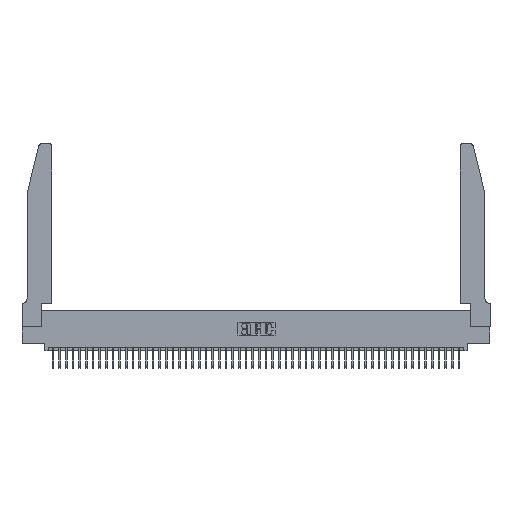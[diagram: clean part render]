
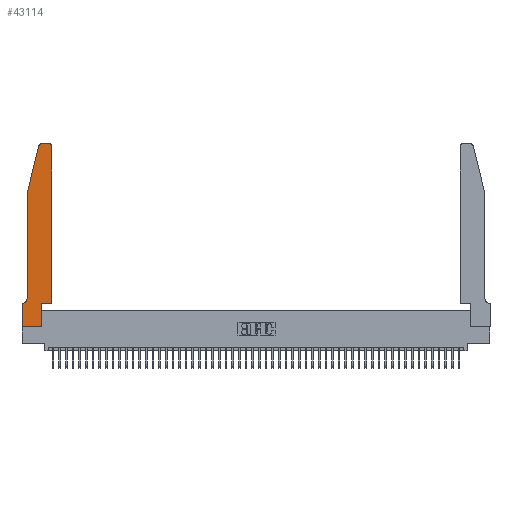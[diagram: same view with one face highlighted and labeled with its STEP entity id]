
A CAD part, top view. The second image highlights one B-rep face of the part: STEP entity #43114.
In plain terms, the highlighted planar face has unit normal (0, 0, 1).
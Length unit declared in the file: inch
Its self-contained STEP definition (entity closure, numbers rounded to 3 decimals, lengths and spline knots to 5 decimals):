
#395 = VECTOR ( 'NONE', #28718, 39.37008 ) ;
#658 = AXIS2_PLACEMENT_3D ( 'NONE', #30811, #2049, #46885 ) ;
#900 = DIRECTION ( 'NONE',  ( 0., -1., 0. ) ) ;
#1758 = AXIS2_PLACEMENT_3D ( 'NONE', #3829, #36321, #11269 ) ;
#2049 = DIRECTION ( 'NONE',  ( 0., 0., 1. ) ) ;
#2383 = LINE ( 'NONE', #40222, #395 ) ;
#2999 = ORIENTED_EDGE ( 'NONE', *, *, #26073, .T. ) ;
#3151 = VECTOR ( 'NONE', #7713, 39.37008 ) ;
#3451 = CARTESIAN_POINT ( 'NONE',  ( 0.4505, 0.35, 0.37 ) ) ;
#3829 = CARTESIAN_POINT ( 'NONE',  ( 0.0055, 0.42, 0.37 ) ) ;
#4108 = VERTEX_POINT ( 'NONE', #14955 ) ;
#6896 = EDGE_CURVE ( 'NONE', #32321, #28052, #42539, .T. ) ;
#7249 = ORIENTED_EDGE ( 'NONE', *, *, #6896, .T. ) ;
#7326 = ORIENTED_EDGE ( 'NONE', *, *, #21606, .T. ) ;
#7526 = CARTESIAN_POINT ( 'NONE',  ( 0.2605, 2.75, 0.37 ) ) ;
#7713 = DIRECTION ( 'NONE',  ( 0., 1., 0. ) ) ;
#7887 = EDGE_CURVE ( 'NONE', #19059, #19857, #32084, .T. ) ;
#8211 = LINE ( 'NONE', #3451, #3151 ) ;
#8224 = CARTESIAN_POINT ( 'NONE',  ( 0., 0., 0.37 ) ) ;
#9610 = DIRECTION ( 'NONE',  ( 1., 0., 0. ) ) ;
#10032 = LINE ( 'NONE', #25687, #16363 ) ;
#10188 = CARTESIAN_POINT ( 'NONE',  ( 0.0755, 0.42, 0.37 ) ) ;
#10404 = DIRECTION ( 'NONE',  ( 0., 0., 1. ) ) ;
#10564 = VERTEX_POINT ( 'NONE', #10188 ) ;
#11269 = DIRECTION ( 'NONE',  ( -1., 0., 0. ) ) ;
#11392 = VECTOR ( 'NONE', #900, 39.37008 ) ;
#12749 = VERTEX_POINT ( 'NONE', #29881 ) ;
#14454 = LINE ( 'NONE', #27855, #18257 ) ;
#14955 = CARTESIAN_POINT ( 'NONE',  ( 0.4505, 0.35, 0.37 ) ) ;
#15239 = ORIENTED_EDGE ( 'NONE', *, *, #20277, .T. ) ;
#15581 = ORIENTED_EDGE ( 'NONE', *, *, #49373, .T. ) ;
#15775 = CARTESIAN_POINT ( 'NONE',  ( 0.0055, 0.35, 0.37 ) ) ;
#15901 = VECTOR ( 'NONE', #48826, 39.37008 ) ;
#16103 = CARTESIAN_POINT ( 'NONE',  ( 0., 0., 0.37 ) ) ;
#16363 = VECTOR ( 'NONE', #41471, 39.37008 ) ;
#16759 = DIRECTION ( 'NONE',  ( 0., 0., 1. ) ) ;
#16779 = LINE ( 'NONE', #20945, #11392 ) ;
#17129 = CARTESIAN_POINT ( 'NONE',  ( 0.4205, 2.72, 0.37 ) ) ;
#17522 = CIRCLE ( 'NONE', #658, 0.03 ) ;
#18257 = VECTOR ( 'NONE', #27674, 39.37008 ) ;
#18880 = VERTEX_POINT ( 'NONE', #25137 ) ;
#19039 = ORIENTED_EDGE ( 'NONE', *, *, #20713, .T. ) ;
#19059 = VERTEX_POINT ( 'NONE', #30337 ) ;
#19227 = LINE ( 'NONE', #33973, #24876 ) ;
#19857 = VERTEX_POINT ( 'NONE', #26867 ) ;
#20277 = EDGE_CURVE ( 'NONE', #29110, #10564, #16779, .T. ) ;
#20713 = EDGE_CURVE ( 'NONE', #52411, #36037, #14454, .T. ) ;
#20945 = CARTESIAN_POINT ( 'NONE',  ( 0.0755, 2., 0.37 ) ) ;
#21162 = EDGE_CURVE ( 'NONE', #10564, #27114, #39175, .T. ) ;
#21606 = EDGE_CURVE ( 'NONE', #19857, #12749, #17522, .T. ) ;
#21773 = ORIENTED_EDGE ( 'NONE', *, *, #21162, .T. ) ;
#22471 = CARTESIAN_POINT ( 'NONE',  ( 0., 0.35, 0.37 ) ) ;
#22992 = PLANE ( 'NONE',  #51545 ) ;
#24876 = VECTOR ( 'NONE', #9610, 39.37008 ) ;
#25137 = CARTESIAN_POINT ( 'NONE',  ( 0.4505, 2.72, 0.37 ) ) ;
#25687 = CARTESIAN_POINT ( 'NONE',  ( 0.0755, 0.35, 0.37 ) ) ;
#26073 = EDGE_CURVE ( 'NONE', #4108, #18880, #8211, .T. ) ;
#26867 = CARTESIAN_POINT ( 'NONE',  ( 0.284, 2.75, 0.37 ) ) ;
#27114 = VERTEX_POINT ( 'NONE', #15775 ) ;
#27674 = DIRECTION ( 'NONE',  ( 0., 1., 0. ) ) ;
#27855 = CARTESIAN_POINT ( 'NONE',  ( 0.2865, 0.35, 0.37 ) ) ;
#28052 = VERTEX_POINT ( 'NONE', #8224 ) ;
#28231 = VECTOR ( 'NONE', #44702, 39.37008 ) ;
#28693 = DIRECTION ( 'NONE',  ( 1., 0., 0. ) ) ;
#28718 = DIRECTION ( 'NONE',  ( 1., 0., 0. ) ) ;
#28864 = CARTESIAN_POINT ( 'NONE',  ( 0.0755, 2., 0.37 ) ) ;
#29110 = VERTEX_POINT ( 'NONE', #40102 ) ;
#29705 = ORIENTED_EDGE ( 'NONE', *, *, #39887, .T. ) ;
#29881 = CARTESIAN_POINT ( 'NONE',  ( 0.25487, 2.72718, 0.37 ) ) ;
#29889 = EDGE_LOOP ( 'NONE', ( #37016, #7326, #41920, #15239, #21773, #45372, #7249, #29705, #19039, #40701, #2999, #15581 ) ) ;
#29962 = LINE ( 'NONE', #28864, #15901 ) ;
#30337 = CARTESIAN_POINT ( 'NONE',  ( 0.4205, 2.75, 0.37 ) ) ;
#30811 = CARTESIAN_POINT ( 'NONE',  ( 0.284, 2.72, 0.37 ) ) ;
#31142 = AXIS2_PLACEMENT_3D ( 'NONE', #17129, #16759, #28693 ) ;
#31802 = VECTOR ( 'NONE', #44463, 39.37008 ) ;
#32084 = LINE ( 'NONE', #7526, #28231 ) ;
#32321 = VERTEX_POINT ( 'NONE', #51492 ) ;
#32713 = CARTESIAN_POINT ( 'NONE',  ( 0.2865, 0.35, 0.37 ) ) ;
#33973 = CARTESIAN_POINT ( 'NONE',  ( 0., 0., 0.37 ) ) ;
#36037 = VERTEX_POINT ( 'NONE', #32713 ) ;
#36321 = DIRECTION ( 'NONE',  ( 0., 0., -1. ) ) ;
#37016 = ORIENTED_EDGE ( 'NONE', *, *, #7887, .T. ) ;
#38802 = DIRECTION ( 'NONE',  ( 1., 0., 0. ) ) ;
#38936 = EDGE_CURVE ( 'NONE', #12749, #29110, #29962, .T. ) ;
#39175 = CIRCLE ( 'NONE', #1758, 0.07 ) ;
#39887 = EDGE_CURVE ( 'NONE', #28052, #52411, #19227, .T. ) ;
#40102 = CARTESIAN_POINT ( 'NONE',  ( 0.0755, 2., 0.37 ) ) ;
#40222 = CARTESIAN_POINT ( 'NONE',  ( 0.4505, 0.35, 0.37 ) ) ;
#40701 = ORIENTED_EDGE ( 'NONE', *, *, #42610, .T. ) ;
#41471 = DIRECTION ( 'NONE',  ( -1., 0., 0. ) ) ;
#41920 = ORIENTED_EDGE ( 'NONE', *, *, #38936, .T. ) ;
#42539 = LINE ( 'NONE', #16103, #31802 ) ;
#42610 = EDGE_CURVE ( 'NONE', #36037, #4108, #2383, .T. ) ;
#43114 = ADVANCED_FACE ( 'NONE', ( #51107 ), #22992, .T. ) ;
#44463 = DIRECTION ( 'NONE',  ( 0., -1., 0. ) ) ;
#44702 = DIRECTION ( 'NONE',  ( -1., 0., 0. ) ) ;
#45372 = ORIENTED_EDGE ( 'NONE', *, *, #46410, .T. ) ;
#46410 = EDGE_CURVE ( 'NONE', #27114, #32321, #10032, .T. ) ;
#46885 = DIRECTION ( 'NONE',  ( 1., 0., 0. ) ) ;
#48826 = DIRECTION ( 'NONE',  ( -0.239, -0.971, 0. ) ) ;
#49000 = CARTESIAN_POINT ( 'NONE',  ( 0.2865, 0., 0.37 ) ) ;
#49373 = EDGE_CURVE ( 'NONE', #18880, #19059, #52164, .T. ) ;
#51107 = FACE_OUTER_BOUND ( 'NONE', #29889, .T. ) ;
#51492 = CARTESIAN_POINT ( 'NONE',  ( 0., 0.35, 0.37 ) ) ;
#51545 = AXIS2_PLACEMENT_3D ( 'NONE', #22471, #10404, #38802 ) ;
#52164 = CIRCLE ( 'NONE', #31142, 0.03 ) ;
#52411 = VERTEX_POINT ( 'NONE', #49000 ) ;
